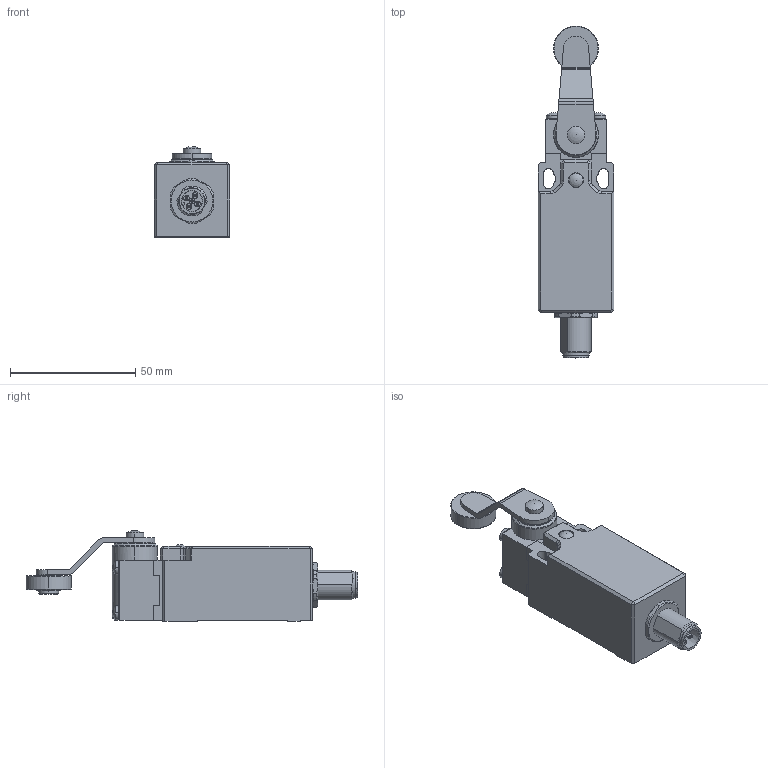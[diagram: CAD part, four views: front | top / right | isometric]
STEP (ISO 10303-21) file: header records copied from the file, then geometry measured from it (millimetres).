
FILE_DESCRIPTION (( 'STEP AP214' ), '1' );
FILE_NAME ('AAP7T45Z11.step', '2019-09-05T21:14:12', ( '' ), ( '' ), 'SwSTEP 2.0', 'SolidWorks 2018', '' );
FILE_SCHEMA (( 'AUTOMOTIVE_DESIGN' ));
Length unit declared in the file: inch
Products named in the file (1): AAP7T45Z11
Bounding box: 30.3 x 132.6 x 36.2 mm (x, y, z)
Volume: 68999.7 mm3; surface area: 18573.2 mm2
Topology: 4 solids, 4 shells, 344 faces, 834 edges, 528 vertices
Faces by surface type: plane 151, cylinder 131, cone 29, torus 23, sphere 10
Entity records: 14764 total; most frequent: CARTESIAN_POINT 2074, DIRECTION 1782, ORIENTED_EDGE 1660, EDGE_CURVE 830, AXIS2_PLACEMENT_3D 677, VERTEX_POINT 526, LINE 428, VECTOR 428
